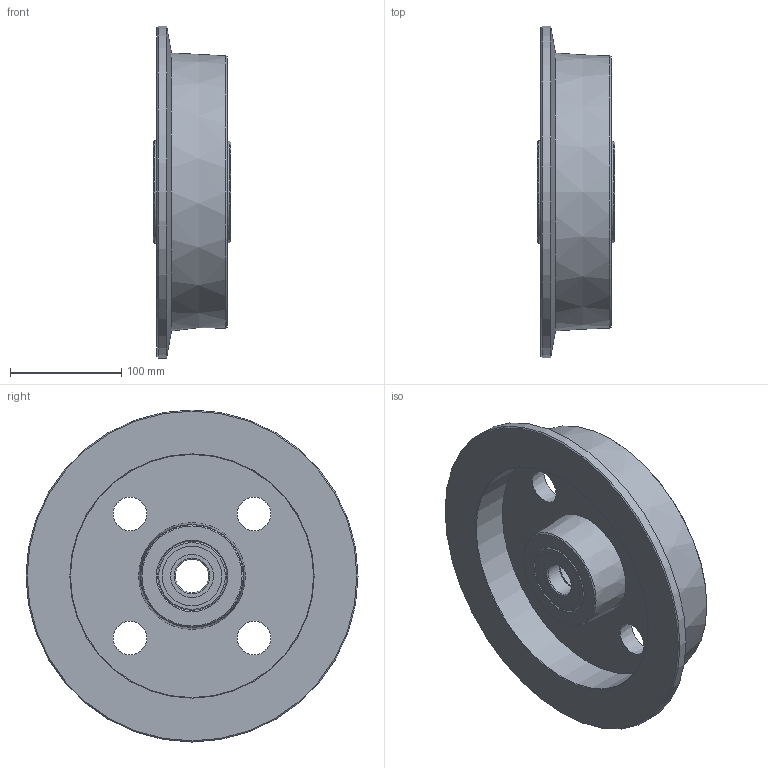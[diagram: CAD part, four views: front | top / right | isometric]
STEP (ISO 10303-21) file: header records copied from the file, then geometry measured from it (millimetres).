
FILE_DESCRIPTION (( 'STEP AP214' ), '1' );
FILE_NAME ('0023952_SPG-250-63-70-K30.step', '2018-04-30T08:56:42', ( '' ), ( '' ), 'SwSTEP 2.0', 'SolidWorks 2018', '' );
FILE_SCHEMA (( 'AUTOMOTIVE_DESIGN' ));
Length unit declared in the file: millimetre
Products named in the file (1): 0023952_SPG-250-63-70-K30
Bounding box: 70 x 298.5 x 298.5 mm (x, y, z)
Volume: 1730591.1 mm3; surface area: 281481.5 mm2
Topology: 9 solids, 9 shells, 95 faces, 190 edges, 125 vertices
Faces by surface type: plane 33, cylinder 32, cone 16, torus 14
Full cylindrical faces by diameter (mm): 5.7 x1, 30 x4, 38.48 x6, 40.432 x4, 50 x1, 51.568 x4, 53.52 x6, 62 x4, 218.54 x1, 298.5 x1
Entity records: 3229 total; most frequent: DIRECTION 385, CARTESIAN_POINT 375, ORIENTED_EDGE 206, EDGE_LOOP 193, AXIS2_PLACEMENT_3D 190, FACE_OUTER_BOUND 137, UNCERTAINTY_MEASURE_WITH_UNIT 106, STYLED_ITEM 105
